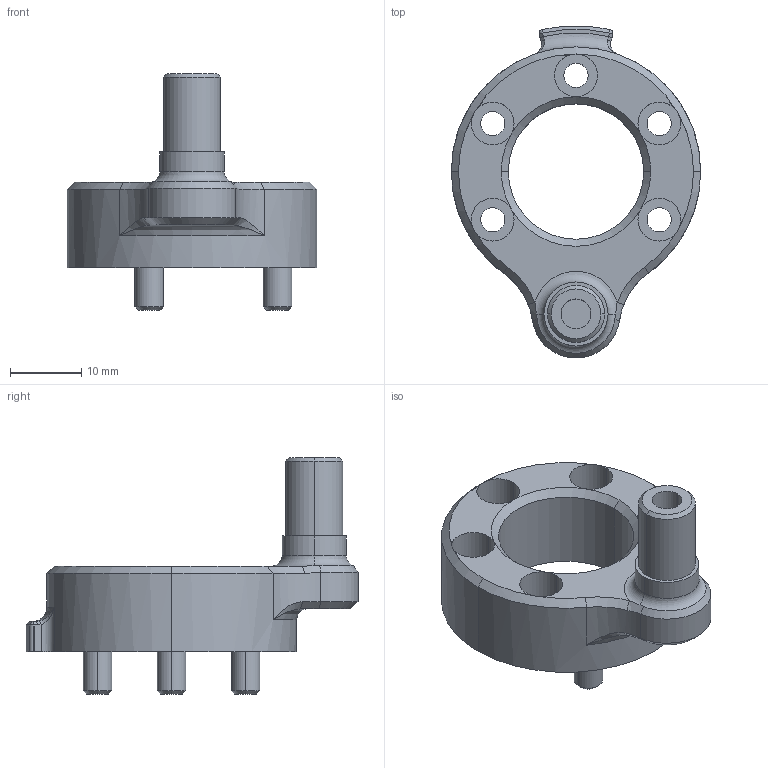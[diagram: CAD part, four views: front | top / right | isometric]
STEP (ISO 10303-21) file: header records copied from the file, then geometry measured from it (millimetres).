
FILE_DESCRIPTION (( 'STEP AP214' ), '1' );
FILE_NAME ('怀堤楊擘蟀裝.STEP', '2025-04-21T10:52:25', ( 'Windows User' ), ( 'P R C' ), 'SwSTEP 2.0', 'SolidWorks 2020', '' );
FILE_SCHEMA (( 'AUTOMOTIVE_DESIGN' ));
Length unit declared in the file: millimetre
Products named in the file (1): 怀堤楊擘蟀裝
Bounding box: 35 x 46.59 x 33.25 mm (x, y, z)
Volume: 8482.3 mm3; surface area: 5253.4 mm2
Topology: 1 solids, 1 shells, 104 faces, 251 edges, 146 vertices
Faces by surface type: cylinder 46, cone 23, plane 23, bspline 8, torus 4
Entity records: 3983 total; most frequent: CARTESIAN_POINT 1494, DIRECTION 547, ORIENTED_EDGE 488, EDGE_CURVE 244, AXIS2_PLACEMENT_3D 235, VERTEX_POINT 146, CIRCLE 138, EDGE_LOOP 120
